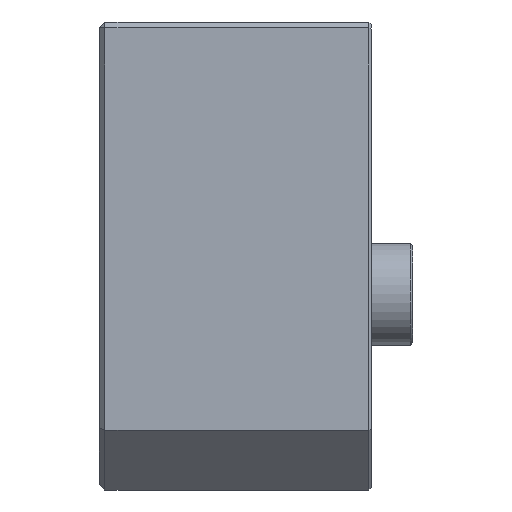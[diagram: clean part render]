
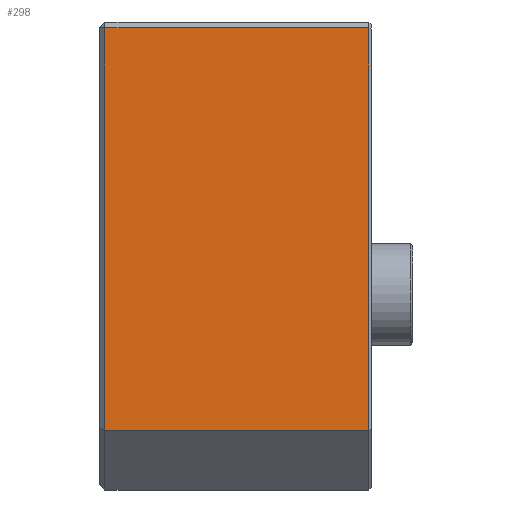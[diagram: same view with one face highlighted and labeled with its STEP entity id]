
A CAD part, left-side view. The second image highlights one B-rep face of the part: STEP entity #298.
In plain terms, the highlighted planar face has unit normal (-1, 0, 0).
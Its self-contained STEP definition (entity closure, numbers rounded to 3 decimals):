
#17 = DIRECTION ( 'NONE',  ( 0., 0., -1. ) ) ;
#28 = CARTESIAN_POINT ( 'NONE',  ( -60., 31.3, -20.5 ) ) ;
#44 = EDGE_CURVE ( 'NONE', #71, #508, #888, .T. ) ;
#71 = VERTEX_POINT ( 'NONE', #700 ) ;
#181 = ORIENTED_EDGE ( 'NONE', *, *, #603, .T. ) ;
#212 = ORIENTED_EDGE ( 'NONE', *, *, #44, .T. ) ;
#280 = FACE_OUTER_BOUND ( 'NONE', #302, .T. ) ;
#292 = VERTEX_POINT ( 'NONE', #28 ) ;
#296 = DIRECTION ( 'NONE',  ( 0., 0., 1. ) ) ;
#298 = ADVANCED_FACE ( 'NONE', ( #280 ), #1017, .F. ) ;
#300 = VECTOR ( 'NONE', #1097, 1000. ) ;
#302 = EDGE_LOOP ( 'NONE', ( #1365, #181, #212, #757 ) ) ;
#356 = DIRECTION ( 'NONE',  ( 1., 0., 0. ) ) ;
#381 = CARTESIAN_POINT ( 'NONE',  ( -60., 31.3, 26.8 ) ) ;
#417 = VECTOR ( 'NONE', #296, 1000. ) ;
#486 = LINE ( 'NONE', #844, #417 ) ;
#508 = VERTEX_POINT ( 'NONE', #381 ) ;
#533 = DIRECTION ( 'NONE',  ( 0., -1., 0. ) ) ;
#562 = CARTESIAN_POINT ( 'NONE',  ( -60., 31.3, 27.5 ) ) ;
#603 = EDGE_CURVE ( 'NONE', #1284, #71, #486, .T. ) ;
#665 = LINE ( 'NONE', #562, #1242 ) ;
#670 = EDGE_CURVE ( 'NONE', #292, #1284, #671, .T. ) ;
#671 = LINE ( 'NONE', #1323, #904 ) ;
#700 = CARTESIAN_POINT ( 'NONE',  ( -60., 0.3, 26.8 ) ) ;
#757 = ORIENTED_EDGE ( 'NONE', *, *, #1109, .T. ) ;
#783 = CARTESIAN_POINT ( 'NONE',  ( -60., 32., 27.5 ) ) ;
#844 = CARTESIAN_POINT ( 'NONE',  ( -60., 0.3, 26.8 ) ) ;
#861 = AXIS2_PLACEMENT_3D ( 'NONE', #783, #356, #1141 ) ;
#888 = LINE ( 'NONE', #1401, #300 ) ;
#904 = VECTOR ( 'NONE', #533, 1000. ) ;
#1017 = PLANE ( 'NONE',  #861 ) ;
#1097 = DIRECTION ( 'NONE',  ( 0., 1., 0. ) ) ;
#1109 = EDGE_CURVE ( 'NONE', #508, #292, #665, .T. ) ;
#1141 = DIRECTION ( 'NONE',  ( 0., 0., -1. ) ) ;
#1242 = VECTOR ( 'NONE', #17, 1000. ) ;
#1263 = CARTESIAN_POINT ( 'NONE',  ( -60., 0.3, -20.5 ) ) ;
#1284 = VERTEX_POINT ( 'NONE', #1263 ) ;
#1323 = CARTESIAN_POINT ( 'NONE',  ( -60., 32., -20.5 ) ) ;
#1365 = ORIENTED_EDGE ( 'NONE', *, *, #670, .T. ) ;
#1401 = CARTESIAN_POINT ( 'NONE',  ( -60., 32., 26.8 ) ) ;
